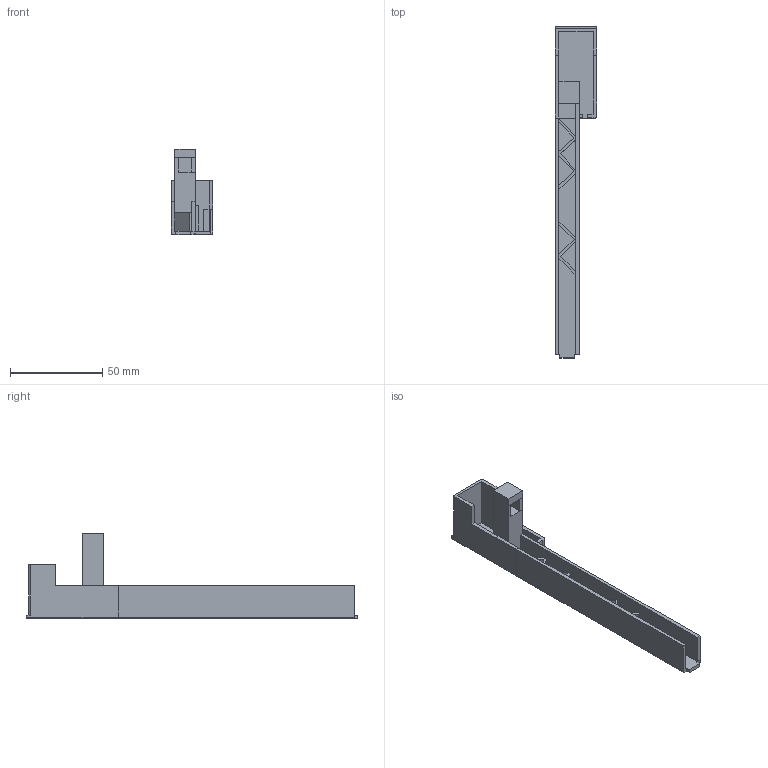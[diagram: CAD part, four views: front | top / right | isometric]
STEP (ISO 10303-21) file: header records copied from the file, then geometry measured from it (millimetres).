
FILE_DESCRIPTION(/* description */ (''),/* implementation_level */ '2;1');
FILE_NAME(/* name */ 'C-Key.step',/* time_stamp */ '2026-01-10T13:57:30-07:00',/* author */ (''),/* organization */ (''),/* preprocessor_version */ 'ST-DEVELOPER v20.1',/* originating_system */ 'Autodesk Translation Framework v14.21.0.0',/* authorisation */ '');
FILE_SCHEMA (('AUTOMOTIVE_DESIGN { 1 0 10303 214 3 1 1 }'));
Length unit declared in the file: millimetre
Products named in the file (1): C-Key,HandMade
Bounding box: 22.5 x 179.89 x 46.5 mm (x, y, z)
Volume: 21747.7 mm3; surface area: 24482.8 mm2
Topology: 2 solids, 3 shells, 102 faces, 272 edges, 176 vertices
Faces by surface type: plane 90, cylinder 10, sphere 2
Entity records: 3137 total; most frequent: CARTESIAN_POINT 551, ORIENTED_EDGE 544, DIRECTION 497, EDGE_CURVE 272, LINE 253, VECTOR 253, VERTEX_POINT 176, AXIS2_PLACEMENT_3D 122
